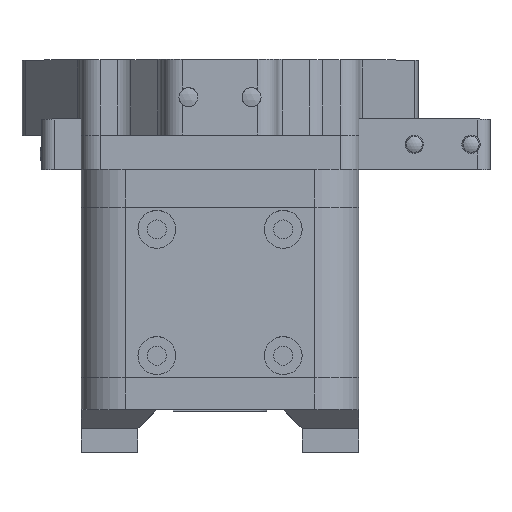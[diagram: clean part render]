
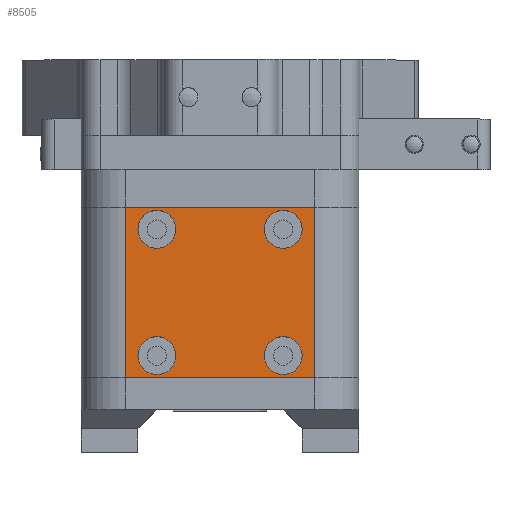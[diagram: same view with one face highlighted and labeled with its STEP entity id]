
A CAD part, top view. The second image highlights one B-rep face of the part: STEP entity #8505.
In plain terms, the highlighted planar face has unit normal (0, 0, 1).
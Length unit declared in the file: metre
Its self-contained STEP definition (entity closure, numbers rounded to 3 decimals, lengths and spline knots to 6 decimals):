
#629=LINE('',#14630,#1458);
#634=LINE('',#14650,#1463);
#641=LINE('',#14713,#1470);
#642=LINE('',#14714,#1471);
#1458=VECTOR('',#11184,1.);
#1463=VECTOR('',#11199,1.);
#1470=VECTOR('',#11276,1.);
#1471=VECTOR('',#11277,1.);
#1882=CIRCLE('',#9321,0.003);
#1883=CIRCLE('',#9323,0.003);
#1884=CIRCLE('',#9325,0.003);
#1885=CIRCLE('',#9327,0.003);
#2439=PLANE('',#9328);
#4256=ORIENTED_EDGE('',*,*,#5676,.F.);
#4257=ORIENTED_EDGE('',*,*,#5675,.F.);
#4258=ORIENTED_EDGE('',*,*,#5674,.F.);
#4259=ORIENTED_EDGE('',*,*,#5673,.F.);
#4260=ORIENTED_EDGE('',*,*,#5651,.T.);
#4261=ORIENTED_EDGE('',*,*,#5677,.T.);
#4262=ORIENTED_EDGE('',*,*,#5642,.F.);
#4263=ORIENTED_EDGE('',*,*,#5678,.T.);
#5642=EDGE_CURVE('',#6526,#6527,#629,.T.);
#5651=EDGE_CURVE('',#6536,#6535,#634,.T.);
#5673=EDGE_CURVE('',#6553,#6553,#1882,.T.);
#5674=EDGE_CURVE('',#6554,#6554,#1883,.T.);
#5675=EDGE_CURVE('',#6555,#6555,#1884,.T.);
#5676=EDGE_CURVE('',#6556,#6556,#1885,.T.);
#5677=EDGE_CURVE('',#6535,#6527,#641,.F.);
#5678=EDGE_CURVE('',#6526,#6536,#642,.T.);
#6526=VERTEX_POINT('',#14631);
#6527=VERTEX_POINT('',#14632);
#6535=VERTEX_POINT('',#14649);
#6536=VERTEX_POINT('',#14651);
#6553=VERTEX_POINT('',#14702);
#6554=VERTEX_POINT('',#14705);
#6555=VERTEX_POINT('',#14708);
#6556=VERTEX_POINT('',#14711);
#7277=EDGE_LOOP('',(#4256));
#7278=EDGE_LOOP('',(#4257));
#7279=EDGE_LOOP('',(#4258));
#7280=EDGE_LOOP('',(#4259));
#7281=EDGE_LOOP('',(#4260,#4261,#4262,#4263));
#7956=FACE_BOUND('',#7277,.T.);
#7957=FACE_BOUND('',#7278,.T.);
#7958=FACE_BOUND('',#7279,.T.);
#7959=FACE_BOUND('',#7280,.T.);
#7960=FACE_BOUND('',#7281,.T.);
#8505=ADVANCED_FACE('',(#7956,#7957,#7958,#7959,#7960),#2439,.T.);
#9321=AXIS2_PLACEMENT_3D('',#14701,#11260,#11261);
#9323=AXIS2_PLACEMENT_3D('',#14704,#11264,#11265);
#9325=AXIS2_PLACEMENT_3D('',#14707,#11268,#11269);
#9327=AXIS2_PLACEMENT_3D('',#14710,#11272,#11273);
#9328=AXIS2_PLACEMENT_3D('',#14712,#11274,#11275);
#11184=DIRECTION('',(-1.,0.,0.));
#11199=DIRECTION('',(-1.,0.,0.));
#11260=DIRECTION('',(0.,0.,1.));
#11261=DIRECTION('',(1.,0.,0.));
#11264=DIRECTION('',(0.,0.,1.));
#11265=DIRECTION('',(1.,0.,0.));
#11268=DIRECTION('',(0.,0.,1.));
#11269=DIRECTION('',(1.,0.,0.));
#11272=DIRECTION('',(0.,0.,1.));
#11273=DIRECTION('',(1.,0.,0.));
#11274=DIRECTION('',(0.,0.,1.));
#11275=DIRECTION('',(1.,0.,0.));
#11276=DIRECTION('',(0.,1.,0.));
#11277=DIRECTION('',(0.,1.,0.));
#14630=CARTESIAN_POINT('',(0.,-0.0135,0.013));
#14631=CARTESIAN_POINT('',(0.015,-0.0135,0.013));
#14632=CARTESIAN_POINT('',(-0.015,-0.0135,0.013));
#14649=CARTESIAN_POINT('',(-0.015,0.0135,0.013));
#14650=CARTESIAN_POINT('',(0.,0.0135,0.013));
#14651=CARTESIAN_POINT('',(0.015,0.0135,0.013));
#14701=CARTESIAN_POINT('',(0.01,0.01,0.013));
#14702=CARTESIAN_POINT('',(0.013,0.01,0.013));
#14704=CARTESIAN_POINT('',(0.01,-0.01,0.013));
#14705=CARTESIAN_POINT('',(0.013,-0.01,0.013));
#14707=CARTESIAN_POINT('',(-0.01,-0.01,0.013));
#14708=CARTESIAN_POINT('',(-0.007,-0.01,0.013));
#14710=CARTESIAN_POINT('',(-0.01,0.01,0.013));
#14711=CARTESIAN_POINT('',(-0.007,0.01,0.013));
#14712=CARTESIAN_POINT('',(0.,0.,0.013));
#14713=CARTESIAN_POINT('',(-0.015,0.,0.013));
#14714=CARTESIAN_POINT('',(0.015,0.0135,0.013));
